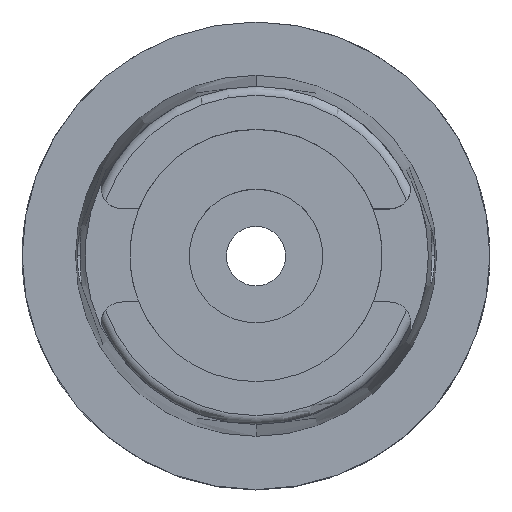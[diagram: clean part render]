
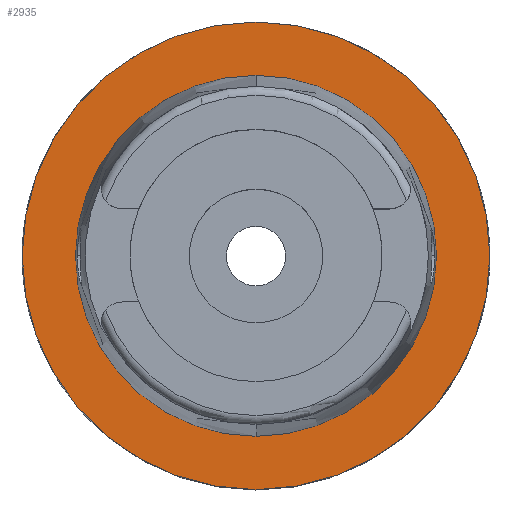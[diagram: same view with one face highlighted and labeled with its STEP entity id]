
A CAD part, top view. The second image highlights one B-rep face of the part: STEP entity #2935.
In plain terms, the highlighted planar face has unit normal (0, 0, 1).
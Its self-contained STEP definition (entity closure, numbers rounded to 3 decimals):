
#618=CARTESIAN_POINT('',(0.,0.,0.));
#619=DIRECTION('',(0.,0.,-1.));
#620=DIRECTION('',(0.,-1.,0.));
#621=AXIS2_PLACEMENT_3D('',#618,#619,#620);
#626=CARTESIAN_POINT('',(0.,0.,0.));
#627=DIRECTION('',(0.,0.,-1.));
#628=DIRECTION('',(0.,1.,0.));
#629=AXIS2_PLACEMENT_3D('',#626,#627,#628);
#634=CARTESIAN_POINT('',(0.,0.,0.));
#635=DIRECTION('',(0.,0.,1.));
#636=DIRECTION('',(0.,-1.,0.));
#637=AXIS2_PLACEMENT_3D('',#634,#635,#636);
#642=CARTESIAN_POINT('',(0.,0.,0.));
#643=DIRECTION('',(0.,0.,1.));
#644=DIRECTION('',(0.,1.,0.));
#645=AXIS2_PLACEMENT_3D('',#642,#643,#644);
#2287=CARTESIAN_POINT('',(0.,-24.315,0.));
#2288=VERTEX_POINT('',#2287);
#2289=CARTESIAN_POINT('',(0.,24.315,0.));
#2290=VERTEX_POINT('',#2289);
#2549=CARTESIAN_POINT('',(0.,31.5,0.));
#2550=VERTEX_POINT('',#2549);
#2551=CARTESIAN_POINT('',(0.,-31.5,0.));
#2552=VERTEX_POINT('',#2551);
#2920=CARTESIAN_POINT('',(0.,0.,0.));
#2921=DIRECTION('',(0.,0.,1.));
#2922=DIRECTION('',(0.,1.,0.));
#2923=AXIS2_PLACEMENT_3D('',#2920,#2921,#2922);
#2924=PLANE('',#2923);
#2926=ORIENTED_EDGE('',*,*,#2925,.T.);
#2928=ORIENTED_EDGE('',*,*,#2927,.T.);
#2929=EDGE_LOOP('',(#2926,#2928));
#2930=FACE_OUTER_BOUND('',#2929,.F.);
#2931=ORIENTED_EDGE('',*,*,#2878,.T.);
#2932=ORIENTED_EDGE('',*,*,#2671,.T.);
#2933=EDGE_LOOP('',(#2931,#2932));
#2934=FACE_BOUND('',#2933,.F.);
#622=CIRCLE('',#621,31.5);
#630=CIRCLE('',#629,31.5);
#638=CIRCLE('',#637,24.315);
#646=CIRCLE('',#645,24.315);
#2671=EDGE_CURVE('',#2290,#2288,#646,.T.);
#2878=EDGE_CURVE('',#2288,#2290,#638,.T.);
#2925=EDGE_CURVE('',#2552,#2550,#622,.T.);
#2927=EDGE_CURVE('',#2550,#2552,#630,.T.);
#2935=ADVANCED_FACE('',(#2930,#2934),#2924,.T.);
